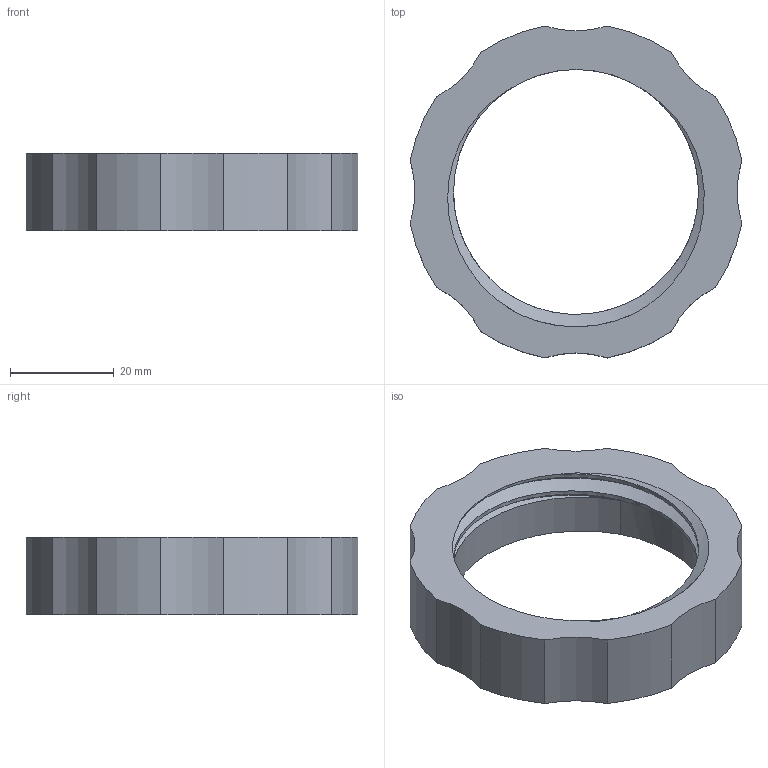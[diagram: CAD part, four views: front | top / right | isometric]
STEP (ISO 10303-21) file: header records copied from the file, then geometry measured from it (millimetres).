
FILE_DESCRIPTION(/* description */ (''),/* implementation_level */ '2;1');
FILE_NAME(/* name */ 'multivent_locking_cap.step',/* time_stamp */ '2021-01-22T12:37:19-05:00',/* author */ (''),/* organization */ (''),/* preprocessor_version */ 'ST-DEVELOPER v18.1',/* originating_system */ 'Autodesk Translation Framework v9.7.1.1290',/* authorisation */ '');
FILE_SCHEMA (('AUTOMOTIVE_DESIGN { 1 0 10303 214 3 1 1 }'));
Length unit declared in the file: millimetre
Products named in the file (1): inner_cap
Bounding box: 63.88 x 63.88 x 15 mm (x, y, z)
Volume: 19524.9 mm3; surface area: 8780.1 mm2
Topology: 1 solids, 1 shells, 28 faces, 78 edges, 52 vertices
Faces by surface type: cylinder 22, bspline 4, plane 2
Full cylindrical faces by diameter (mm): 47.156 x1, 51.939 x1
Entity records: 1758 total; most frequent: CARTESIAN_POINT 1007, ORIENTED_EDGE 156, DIRECTION 148, EDGE_CURVE 78, AXIS2_PLACEMENT_3D 62, VERTEX_POINT 52, CIRCLE 37, EDGE_LOOP 30
